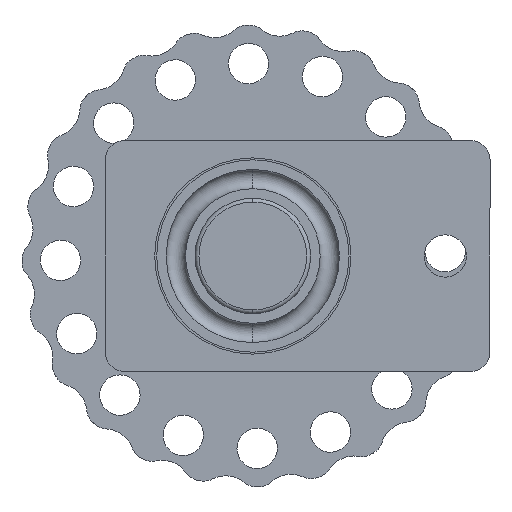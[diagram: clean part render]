
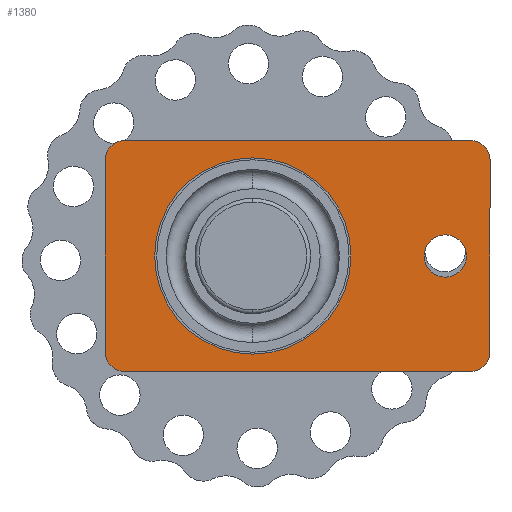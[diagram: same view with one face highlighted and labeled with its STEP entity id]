
A CAD part, front view. The second image highlights one B-rep face of the part: STEP entity #1380.
In plain terms, the highlighted planar face has unit normal (0, -1, 0).
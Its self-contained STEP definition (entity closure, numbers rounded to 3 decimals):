
#9 = EDGE_CURVE ( 'NONE', #4397, #3600, #3185, .T. ) ;
#69 = DIRECTION ( 'NONE',  ( 0., 0., -1. ) ) ;
#93 = CIRCLE ( 'NONE', #3682, 1.1 ) ;
#145 = VERTEX_POINT ( 'NONE', #2053 ) ;
#287 = AXIS2_PLACEMENT_3D ( 'NONE', #5444, #5333, #69 ) ;
#300 = VECTOR ( 'NONE', #2306, 1000. ) ;
#407 = CIRCLE ( 'NONE', #2692, 1. ) ;
#449 = ORIENTED_EDGE ( 'NONE', *, *, #1127, .F. ) ;
#486 = CARTESIAN_POINT ( 'NONE',  ( 10., 0., 5. ) ) ;
#506 = DIRECTION ( 'NONE',  ( 0., 0., -1. ) ) ;
#524 = ORIENTED_EDGE ( 'NONE', *, *, #5746, .T. ) ;
#572 = CARTESIAN_POINT ( 'NONE',  ( -10., 0., -5. ) ) ;
#640 = FACE_BOUND ( 'NONE', #1791, .T. ) ;
#723 = DIRECTION ( 'NONE',  ( 0., 0., 1. ) ) ;
#766 = CARTESIAN_POINT ( 'NONE',  ( -9., 0., -6. ) ) ;
#776 = EDGE_CURVE ( 'NONE', #5113, #4537, #5856, .T. ) ;
#884 = ORIENTED_EDGE ( 'NONE', *, *, #5190, .T. ) ;
#894 = CARTESIAN_POINT ( 'NONE',  ( -9., 0., 5. ) ) ;
#1002 = ORIENTED_EDGE ( 'NONE', *, *, #3340, .T. ) ;
#1127 = EDGE_CURVE ( 'NONE', #4778, #4537, #3983, .T. ) ;
#1129 = DIRECTION ( 'NONE',  ( 0., -1., 0. ) ) ;
#1165 = DIRECTION ( 'NONE',  ( 0., 1., 0. ) ) ;
#1249 = DIRECTION ( 'NONE',  ( 0., -1., 0. ) ) ;
#1251 = CARTESIAN_POINT ( 'NONE',  ( -2.327, 0., -5.1 ) ) ;
#1342 = CARTESIAN_POINT ( 'NONE',  ( -10., 0., 6. ) ) ;
#1372 = ORIENTED_EDGE ( 'NONE', *, *, #1433, .T. ) ;
#1380 = ADVANCED_FACE ( 'NONE', ( #640, #3471, #1564 ), #2009, .T. ) ;
#1415 = LINE ( 'NONE', #2842, #300 ) ;
#1433 = EDGE_CURVE ( 'NONE', #5538, #6169, #93, .T. ) ;
#1564 = FACE_BOUND ( 'NONE', #4150, .T. ) ;
#1579 = DIRECTION ( 'NONE',  ( 0., 1., 0. ) ) ;
#1608 = ORIENTED_EDGE ( 'NONE', *, *, #5141, .T. ) ;
#1638 = DIRECTION ( 'NONE',  ( 0., 0., -1. ) ) ;
#1681 = CIRCLE ( 'NONE', #5958, 1.1 ) ;
#1700 = CIRCLE ( 'NONE', #4792, 5.1 ) ;
#1702 = DIRECTION ( 'NONE',  ( 0., 0., 1. ) ) ;
#1731 = DIRECTION ( 'NONE',  ( 0., 1., 0. ) ) ;
#1791 = EDGE_LOOP ( 'NONE', ( #524, #3003 ) ) ;
#1969 = AXIS2_PLACEMENT_3D ( 'NONE', #894, #5194, #2793 ) ;
#2009 = PLANE ( 'NONE',  #2072 ) ;
#2047 = VERTEX_POINT ( 'NONE', #1251 ) ;
#2053 = CARTESIAN_POINT ( 'NONE',  ( 9., 0., 6. ) ) ;
#2054 = DIRECTION ( 'NONE',  ( 0., -1., 0. ) ) ;
#2070 = DIRECTION ( 'NONE',  ( -1., 0., 0. ) ) ;
#2072 = AXIS2_PLACEMENT_3D ( 'NONE', #2972, #2054, #3962 ) ;
#2171 = CIRCLE ( 'NONE', #287, 1. ) ;
#2181 = CIRCLE ( 'NONE', #5277, 5.1 ) ;
#2204 = DIRECTION ( 'NONE',  ( 0., 0., -1. ) ) ;
#2214 = EDGE_CURVE ( 'NONE', #5113, #3600, #1415, .T. ) ;
#2250 = DIRECTION ( 'NONE',  ( 1., 0., 0. ) ) ;
#2306 = DIRECTION ( 'NONE',  ( 0., 0., 1. ) ) ;
#2343 = VERTEX_POINT ( 'NONE', #2459 ) ;
#2459 = CARTESIAN_POINT ( 'NONE',  ( -2.327, 0., 5.1 ) ) ;
#2508 = CARTESIAN_POINT ( 'NONE',  ( 7.673, 0., 0. ) ) ;
#2631 = EDGE_CURVE ( 'NONE', #2343, #2047, #1700, .T. ) ;
#2641 = CARTESIAN_POINT ( 'NONE',  ( -10., 0., 5. ) ) ;
#2659 = CARTESIAN_POINT ( 'NONE',  ( -2.327, 0., 0. ) ) ;
#2692 = AXIS2_PLACEMENT_3D ( 'NONE', #3808, #1129, #506 ) ;
#2771 = AXIS2_PLACEMENT_3D ( 'NONE', #4534, #1249, #2204 ) ;
#2793 = DIRECTION ( 'NONE',  ( 0., 0., -1. ) ) ;
#2821 = ORIENTED_EDGE ( 'NONE', *, *, #2864, .F. ) ;
#2842 = CARTESIAN_POINT ( 'NONE',  ( -10., 0., 6. ) ) ;
#2864 = EDGE_CURVE ( 'NONE', #4397, #145, #5605, .T. ) ;
#2972 = CARTESIAN_POINT ( 'NONE',  ( 0., 0., 0. ) ) ;
#3003 = ORIENTED_EDGE ( 'NONE', *, *, #2631, .T. ) ;
#3080 = CARTESIAN_POINT ( 'NONE',  ( 7.673, 0., 0. ) ) ;
#3094 = VERTEX_POINT ( 'NONE', #486 ) ;
#3143 = CARTESIAN_POINT ( 'NONE',  ( -10., 0., -6. ) ) ;
#3185 = CIRCLE ( 'NONE', #1969, 1. ) ;
#3191 = ORIENTED_EDGE ( 'NONE', *, *, #2214, .F. ) ;
#3239 = EDGE_LOOP ( 'NONE', ( #5592, #1002, #2821, #3251, #3191, #5017, #449, #1608 ) ) ;
#3251 = ORIENTED_EDGE ( 'NONE', *, *, #9, .T. ) ;
#3340 = EDGE_CURVE ( 'NONE', #3094, #145, #407, .T. ) ;
#3456 = CARTESIAN_POINT ( 'NONE',  ( 7.673, 0., 1.1 ) ) ;
#3471 = FACE_OUTER_BOUND ( 'NONE', #3239, .T. ) ;
#3529 = VERTEX_POINT ( 'NONE', #4508 ) ;
#3600 = VERTEX_POINT ( 'NONE', #2641 ) ;
#3682 = AXIS2_PLACEMENT_3D ( 'NONE', #2508, #1165, #4368 ) ;
#3808 = CARTESIAN_POINT ( 'NONE',  ( 9., 0., 5. ) ) ;
#3962 = DIRECTION ( 'NONE',  ( 0., 0., -1. ) ) ;
#3983 = LINE ( 'NONE', #3143, #6068 ) ;
#4081 = VECTOR ( 'NONE', #2250, 1000. ) ;
#4150 = EDGE_LOOP ( 'NONE', ( #884, #1372 ) ) ;
#4344 = CARTESIAN_POINT ( 'NONE',  ( -9., 0., 6. ) ) ;
#4368 = DIRECTION ( 'NONE',  ( 0., 0., 1. ) ) ;
#4397 = VERTEX_POINT ( 'NONE', #4344 ) ;
#4508 = CARTESIAN_POINT ( 'NONE',  ( 10., 0., -5. ) ) ;
#4534 = CARTESIAN_POINT ( 'NONE',  ( -9., 0., -5. ) ) ;
#4537 = VERTEX_POINT ( 'NONE', #766 ) ;
#4756 = DIRECTION ( 'NONE',  ( 0., 0., 1. ) ) ;
#4778 = VERTEX_POINT ( 'NONE', #5310 ) ;
#4792 = AXIS2_PLACEMENT_3D ( 'NONE', #5750, #1579, #4756 ) ;
#4932 = LINE ( 'NONE', #5908, #5371 ) ;
#4975 = DIRECTION ( 'NONE',  ( 0., 1., 0. ) ) ;
#5017 = ORIENTED_EDGE ( 'NONE', *, *, #776, .T. ) ;
#5102 = CARTESIAN_POINT ( 'NONE',  ( 7.673, 0., -1.1 ) ) ;
#5113 = VERTEX_POINT ( 'NONE', #572 ) ;
#5141 = EDGE_CURVE ( 'NONE', #4778, #3529, #2171, .T. ) ;
#5190 = EDGE_CURVE ( 'NONE', #6169, #5538, #1681, .T. ) ;
#5194 = DIRECTION ( 'NONE',  ( 0., -1., 0. ) ) ;
#5277 = AXIS2_PLACEMENT_3D ( 'NONE', #2659, #1731, #1702 ) ;
#5310 = CARTESIAN_POINT ( 'NONE',  ( 9., 0., -6. ) ) ;
#5333 = DIRECTION ( 'NONE',  ( 0., -1., 0. ) ) ;
#5371 = VECTOR ( 'NONE', #1638, 1000. ) ;
#5444 = CARTESIAN_POINT ( 'NONE',  ( 9., 0., -5. ) ) ;
#5538 = VERTEX_POINT ( 'NONE', #3456 ) ;
#5592 = ORIENTED_EDGE ( 'NONE', *, *, #5633, .F. ) ;
#5605 = LINE ( 'NONE', #1342, #4081 ) ;
#5633 = EDGE_CURVE ( 'NONE', #3094, #3529, #4932, .T. ) ;
#5746 = EDGE_CURVE ( 'NONE', #2047, #2343, #2181, .T. ) ;
#5750 = CARTESIAN_POINT ( 'NONE',  ( -2.327, 0., 0. ) ) ;
#5856 = CIRCLE ( 'NONE', #2771, 1. ) ;
#5908 = CARTESIAN_POINT ( 'NONE',  ( 10., 0., 6. ) ) ;
#5958 = AXIS2_PLACEMENT_3D ( 'NONE', #3080, #4975, #723 ) ;
#6068 = VECTOR ( 'NONE', #2070, 1000. ) ;
#6169 = VERTEX_POINT ( 'NONE', #5102 ) ;
